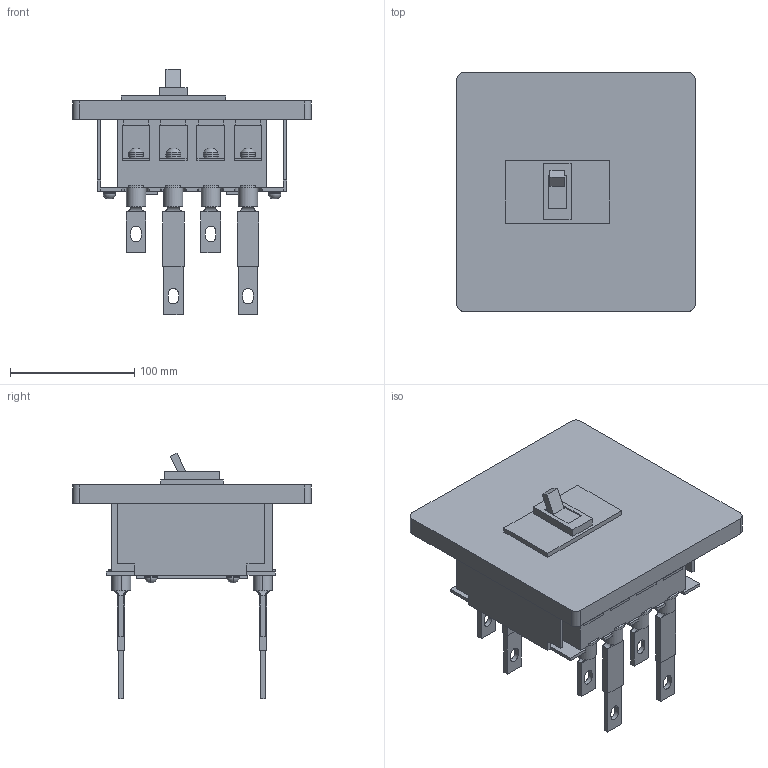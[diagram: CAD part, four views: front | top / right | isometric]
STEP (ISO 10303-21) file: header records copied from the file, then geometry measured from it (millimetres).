
FILE_DESCRIPTION (( 'STEP AP214' ), '1' );
FILE_NAME ('PS125NF4P50.STEP', '2023-03-01T01:28:41', ( 'CAD' ), ( '' ), 'SwSTEP 2.0', 'SolidWorks 2015', '' );
FILE_SCHEMA (( 'AUTOMOTIVE_DESIGN' ));
Length unit declared in the file: millimetre
Products named in the file (1): PS125NF4P50
Bounding box: 192 x 192 x 197.5 mm (x, y, z)
Volume: 1501017.1 mm3; surface area: 248285.1 mm2
Topology: 52 solids, 52 shells, 561 faces, 1272 edges, 816 vertices
Faces by surface type: plane 381, cylinder 156, torus 24
Entity records: 20121 total; most frequent: CARTESIAN_POINT 3266, DIRECTION 2612, ORIENTED_EDGE 2496, EDGE_CURVE 1248, VECTOR 944, LINE 944, AXIS2_PLACEMENT_3D 834, VERTEX_POINT 816
